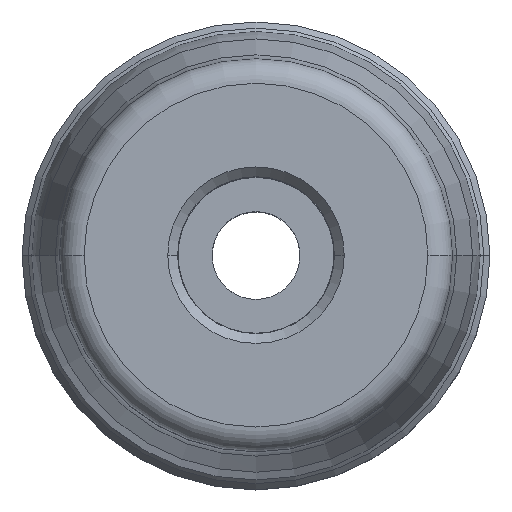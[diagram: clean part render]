
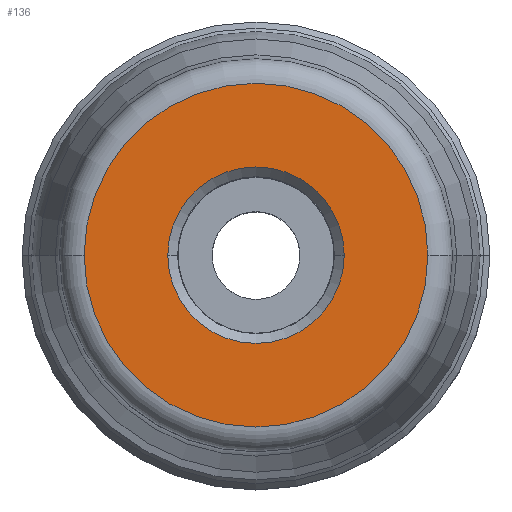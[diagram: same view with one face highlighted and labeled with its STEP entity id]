
A CAD part, top view. The second image highlights one B-rep face of the part: STEP entity #136.
In plain terms, the highlighted planar face has unit normal (0, 0, 1).
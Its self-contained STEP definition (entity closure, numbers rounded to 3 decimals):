
#75=PLANE('',#1401);
#83=FACE_BOUND('',#316,.T.);
#84=FACE_BOUND('',#317,.T.);
#136=ADVANCED_FACE('',(#83,#84),#75,.F.);
#316=EDGE_LOOP('',(#534,#535,#536,#537));
#317=EDGE_LOOP('',(#538,#539));
#534=ORIENTED_EDGE('',*,*,#858,.F.);
#535=ORIENTED_EDGE('',*,*,#856,.F.);
#536=ORIENTED_EDGE('',*,*,#855,.F.);
#537=ORIENTED_EDGE('',*,*,#859,.T.);
#538=ORIENTED_EDGE('',*,*,#860,.F.);
#539=ORIENTED_EDGE('',*,*,#861,.F.);
#724=VERTEX_POINT('',#2199);
#725=VERTEX_POINT('',#2201);
#726=VERTEX_POINT('',#2203);
#727=VERTEX_POINT('',#2207);
#728=VERTEX_POINT('',#2211);
#729=VERTEX_POINT('',#2212);
#855=EDGE_CURVE('',#724,#725,#988,.T.);
#856=EDGE_CURVE('',#725,#726,#989,.T.);
#858=EDGE_CURVE('',#726,#727,#991,.T.);
#859=EDGE_CURVE('',#724,#727,#992,.T.);
#860=EDGE_CURVE('',#728,#729,#993,.T.);
#861=EDGE_CURVE('',#729,#728,#994,.T.);
#988=CIRCLE('',#1392,14.);
#989=CIRCLE('',#1393,14.);
#991=CIRCLE('',#1396,14.);
#992=CIRCLE('',#1397,14.);
#993=CIRCLE('',#1399,7.185);
#994=CIRCLE('',#1400,7.185);
#1392=AXIS2_PLACEMENT_3D('',#2200,#1730,#1731);
#1393=AXIS2_PLACEMENT_3D('',#2202,#1732,#1733);
#1396=AXIS2_PLACEMENT_3D('',#2206,#1738,#1739);
#1397=AXIS2_PLACEMENT_3D('',#2208,#1740,#1741);
#1399=AXIS2_PLACEMENT_3D('',#2210,#1744,#1745);
#1400=AXIS2_PLACEMENT_3D('',#2213,#1746,#1747);
#1401=AXIS2_PLACEMENT_3D('',#2214,#1748,#1749);
#1730=DIRECTION('',(0.,0.,-1.));
#1731=DIRECTION('',(1.,0.,0.));
#1732=DIRECTION('',(0.,0.,-1.));
#1733=DIRECTION('',(1.,-0.001,0.));
#1738=DIRECTION('',(0.,0.,-1.));
#1739=DIRECTION('',(-1.,0.001,0.));
#1740=DIRECTION('',(0.,0.,1.));
#1741=DIRECTION('',(-1.,0.001,0.));
#1744=DIRECTION('',(0.,0.,1.));
#1745=DIRECTION('',(1.,0.,0.));
#1746=DIRECTION('',(0.,0.,1.));
#1747=DIRECTION('',(-1.,0.,0.));
#1748=DIRECTION('',(0.,0.,-1.));
#1749=DIRECTION('',(1.,0.,0.));
#2199=CARTESIAN_POINT('',(14.,0.,0.));
#2200=CARTESIAN_POINT('',(0.,0.,0.));
#2201=CARTESIAN_POINT('',(14.,-0.019,0.));
#2202=CARTESIAN_POINT('',(0.,0.,0.));
#2203=CARTESIAN_POINT('',(-14.,0.,0.));
#2206=CARTESIAN_POINT('',(0.,0.,0.));
#2207=CARTESIAN_POINT('',(-14.,0.019,0.));
#2208=CARTESIAN_POINT('',(0.,0.,0.));
#2210=CARTESIAN_POINT('',(0.,0.,0.));
#2211=CARTESIAN_POINT('',(7.185,0.,0.));
#2212=CARTESIAN_POINT('',(-7.185,0.,0.));
#2213=CARTESIAN_POINT('',(0.,0.,0.));
#2214=CARTESIAN_POINT('',(0.,0.,0.));
